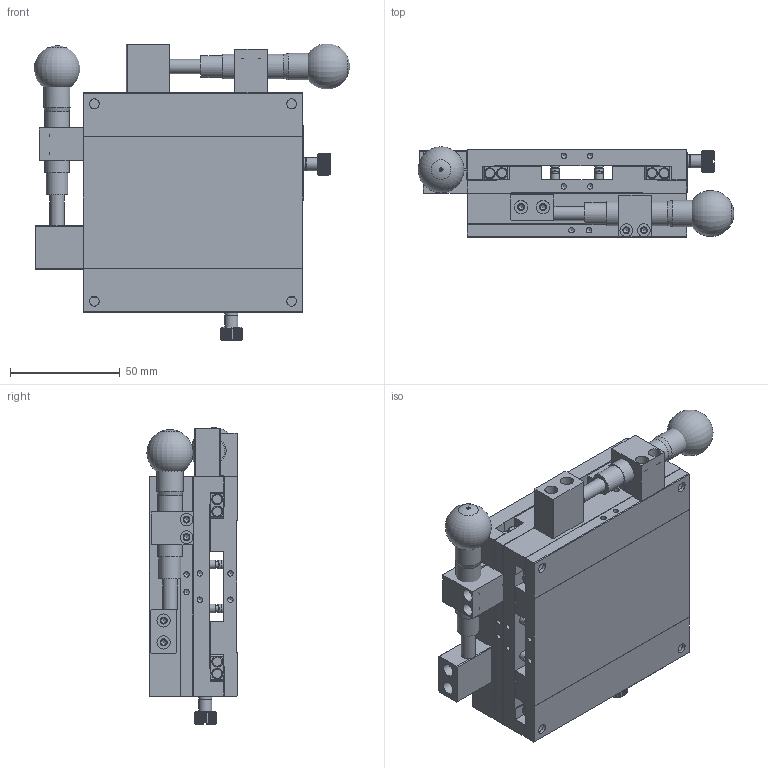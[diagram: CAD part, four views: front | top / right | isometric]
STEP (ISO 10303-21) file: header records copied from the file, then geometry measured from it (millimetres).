
FILE_DESCRIPTION (( 'STEP AP203' ), '1' );
FILE_NAME ('528884.STEP', '2024-11-13T02:51:22', ( 'Windows User' ), ( 'P R C' ), 'SwSTEP 2.0', 'SolidWorks 2020', '' );
FILE_SCHEMA (( 'CONFIG_CONTROL_DESIGN' ));
Products named in the file (1): 528884
Bounding box: 143.89 x 41.07 x 135.2 mm (x, y, z)
Volume: 363889.3 mm3; surface area: 140824.4 mm2
Topology: 8 solids, 20 shells, 5030 faces, 10674 edges, 5832 vertices
Faces by surface type: bspline 2880, cylinder 1216, plane 534, cone 382, torus 18
Full cylindrical faces by diameter (mm): 1.567 x24, 2.459 x68, 2.5 x8, 2.55 x48, 3 x2, 3.1 x4, 3.2 x32, 3.242 x32, 3.938 x8, 4 x8, 4.44 x48, 4.5 x8, 5 x16, 5.8 x4, 6 x32, 6.5 x2, 8 x8, 9 x2, 10 x2, 11.282 x2, 12.034 x2, 13.835 x2
Entity records: 180815 total; most frequent: CARTESIAN_POINT 108919, ORIENTED_EDGE 19996, EDGE_CURVE 9998, DIRECTION 7926, EDGE_LOOP 5824, VERTEX_POINT 5666, FACE_OUTER_BOUND 5392, ADVANCED_FACE 5030
